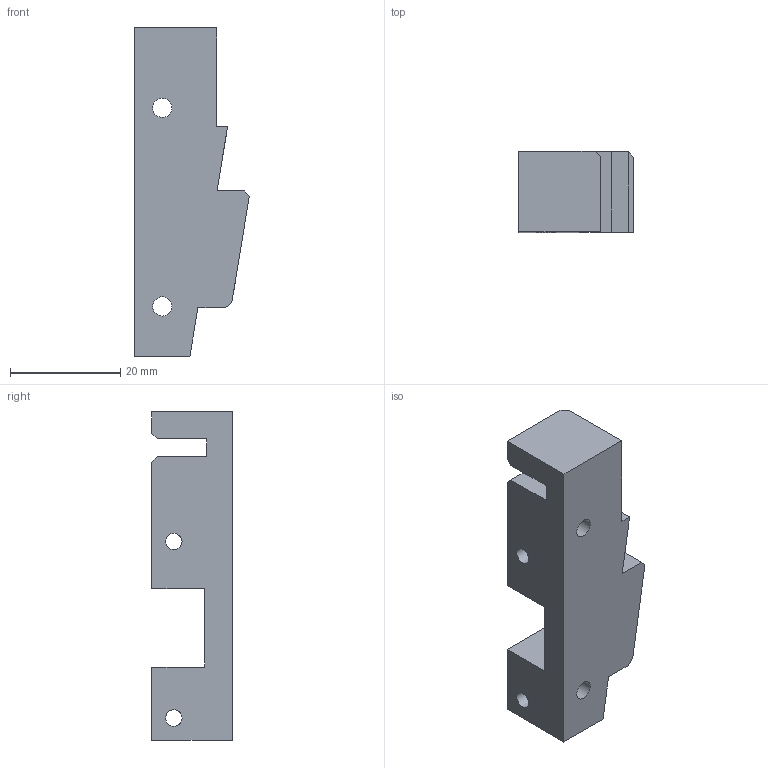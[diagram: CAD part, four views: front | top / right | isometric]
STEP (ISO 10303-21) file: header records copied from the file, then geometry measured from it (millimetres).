
FILE_DESCRIPTION(('FreeCAD Model'),'2;1');
FILE_NAME('Open CASCADE Shape Model','2024-02-18T02:32:56',(''),(''), 'Open CASCADE STEP processor 7.6','FreeCAD','Unknown');
FILE_SCHEMA(('AUTOMOTIVE_DESIGN { 1 0 10303 214 1 1 1 1 }'));
Length unit declared in the file: millimetre
Products named in the file (2): Dock; Dock-Body
Assembly tree (1 placements, depth 2):
  Dock
    Dock-Body
Bounding box: 20.77 x 14.6 x 59.5 mm (x, y, z)
Volume: 10080.6 mm3; surface area: 5080.6 mm2
Topology: 1 solids, 1 shells, 52 faces, 135 edges, 87 vertices
Faces by surface type: plane 46, cylinder 6
Full cylindrical faces by diameter (mm): 3 x2, 3.5 x2, 4.5 x2
Entity records: 3408 total; most frequent: CARTESIAN_POINT 600, DIRECTION 519, LINE 379, VECTOR 379, ORIENTED_EDGE 270, PCURVE 270, DEFINITIONAL_REPRESENTATION 270, EDGE_CURVE 135
